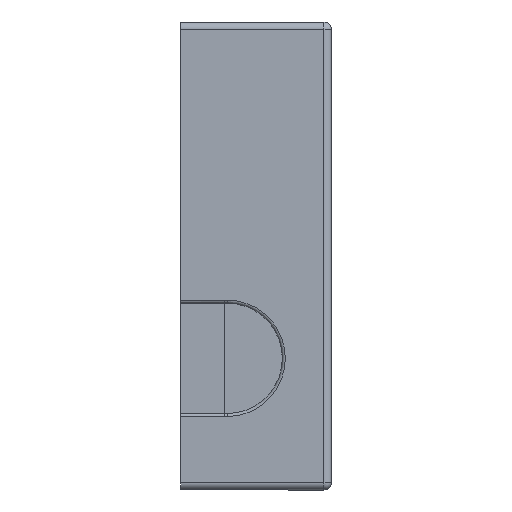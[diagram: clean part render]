
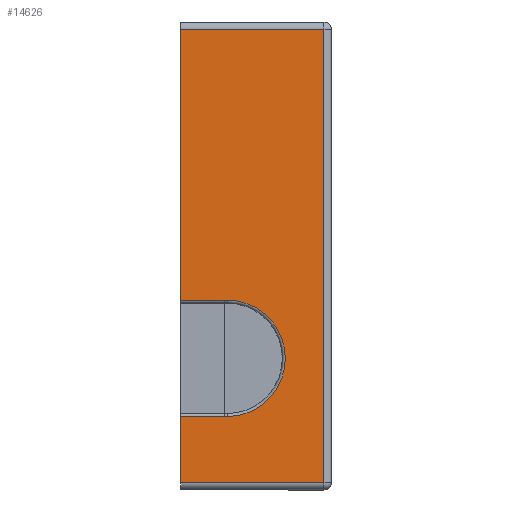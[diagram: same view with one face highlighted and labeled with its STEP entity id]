
A CAD part, left-side view. The second image highlights one B-rep face of the part: STEP entity #14626.
In plain terms, the highlighted planar face has unit normal (-1, 0, 0).
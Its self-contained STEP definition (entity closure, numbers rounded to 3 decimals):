
#55 = DIRECTION ( 'NONE',  ( 0., 0., -1. ) ) ;
#515 = CARTESIAN_POINT ( 'NONE',  ( -38.28, -3.35, -21.12 ) ) ;
#558 = AXIS2_PLACEMENT_3D ( 'NONE', #17335, #17443, #15879 ) ;
#636 = ORIENTED_EDGE ( 'NONE', *, *, #12960, .T. ) ;
#642 = ORIENTED_EDGE ( 'NONE', *, *, #2289, .T. ) ;
#871 = CIRCLE ( 'NONE', #558, 3.95 ) ;
#1398 = EDGE_CURVE ( 'NONE', #16813, #14512, #18125, .T. ) ;
#1473 = VERTEX_POINT ( 'NONE', #9253 ) ;
#1826 = CIRCLE ( 'NONE', #12702, 3.95 ) ;
#1849 = ORIENTED_EDGE ( 'NONE', *, *, #17905, .T. ) ;
#2289 = EDGE_CURVE ( 'NONE', #2922, #7177, #16810, .T. ) ;
#2353 = CARTESIAN_POINT ( 'NONE',  ( -38.28, -13.072, -21.12 ) ) ;
#2434 = LINE ( 'NONE', #12564, #4930 ) ;
#2706 = EDGE_CURVE ( 'NONE', #12986, #16205, #13141, .T. ) ;
#2922 = VERTEX_POINT ( 'NONE', #3690 ) ;
#3329 = LINE ( 'NONE', #9275, #11429 ) ;
#3567 = EDGE_LOOP ( 'NONE', ( #11892, #636, #642, #1849, #9974, #14443, #14380, #3674, #5115, #18399 ) ) ;
#3586 = DIRECTION ( 'NONE',  ( 0., 0., 1. ) ) ;
#3623 = DIRECTION ( 'NONE',  ( 0., 0., 1. ) ) ;
#3674 = ORIENTED_EDGE ( 'NONE', *, *, #1398, .T. ) ;
#3690 = CARTESIAN_POINT ( 'NONE',  ( -38.28, -6.5, -16.63 ) ) ;
#4632 = FACE_OUTER_BOUND ( 'NONE', #3567, .T. ) ;
#4930 = VECTOR ( 'NONE', #18711, 1000. ) ;
#5015 = DIRECTION ( 'NONE',  ( 1., 0., 0. ) ) ;
#5115 = ORIENTED_EDGE ( 'NONE', *, *, #7849, .F. ) ;
#5242 = DIRECTION ( 'NONE',  ( 0., 1., 0. ) ) ;
#5472 = VERTEX_POINT ( 'NONE', #8286 ) ;
#5739 = DIRECTION ( 'NONE',  ( 0., -1., 0. ) ) ;
#5993 = DIRECTION ( 'NONE',  ( 1., 0., 0. ) ) ;
#6405 = CARTESIAN_POINT ( 'NONE',  ( -38.28, -3.35, -21.62 ) ) ;
#6568 = DIRECTION ( 'NONE',  ( 1., 0., 0. ) ) ;
#7177 = VERTEX_POINT ( 'NONE', #13894 ) ;
#7824 = CARTESIAN_POINT ( 'NONE',  ( -38.28, -11.35, -8.733 ) ) ;
#7849 = EDGE_CURVE ( 'NONE', #1473, #14512, #3329, .T. ) ;
#7879 = LINE ( 'NONE', #13817, #9338 ) ;
#8035 = VERTEX_POINT ( 'NONE', #10405 ) ;
#8286 = CARTESIAN_POINT ( 'NONE',  ( -38.28, -6.346, -8.733 ) ) ;
#9091 = EDGE_CURVE ( 'NONE', #1473, #5472, #18148, .T. ) ;
#9253 = CARTESIAN_POINT ( 'NONE',  ( -38.28, -3.35, -8.733 ) ) ;
#9275 = CARTESIAN_POINT ( 'NONE',  ( -38.28, -3.35, 10.15 ) ) ;
#9338 = VECTOR ( 'NONE', #5242, 1000. ) ;
#9391 = CARTESIAN_POINT ( 'NONE',  ( -38.28, -6.5, -12.68 ) ) ;
#9974 = ORIENTED_EDGE ( 'NONE', *, *, #11230, .F. ) ;
#10405 = CARTESIAN_POINT ( 'NONE',  ( -38.28, -3.35, -16.627 ) ) ;
#10479 = VECTOR ( 'NONE', #3586, 1000. ) ;
#10805 = CARTESIAN_POINT ( 'NONE',  ( -38.28, -11.35, 9.65 ) ) ;
#11230 = EDGE_CURVE ( 'NONE', #12986, #8035, #13814, .T. ) ;
#11429 = VECTOR ( 'NONE', #3623, 1000. ) ;
#11864 = EDGE_CURVE ( 'NONE', #16205, #16813, #2434, .T. ) ;
#11892 = ORIENTED_EDGE ( 'NONE', *, *, #12039, .T. ) ;
#12039 = EDGE_CURVE ( 'NONE', #5472, #15677, #871, .T. ) ;
#12116 = AXIS2_PLACEMENT_3D ( 'NONE', #17179, #6568, #15422 ) ;
#12188 = DIRECTION ( 'NONE',  ( 0., -1., 0. ) ) ;
#12564 = CARTESIAN_POINT ( 'NONE',  ( -38.28, -13.072, 10.15 ) ) ;
#12702 = AXIS2_PLACEMENT_3D ( 'NONE', #9391, #5015, #15329 ) ;
#12960 = EDGE_CURVE ( 'NONE', #15677, #2922, #1826, .T. ) ;
#12986 = VERTEX_POINT ( 'NONE', #515 ) ;
#13043 = AXIS2_PLACEMENT_3D ( 'NONE', #17979, #5993, #55 ) ;
#13141 = LINE ( 'NONE', #19086, #14928 ) ;
#13814 = LINE ( 'NONE', #6405, #10479 ) ;
#13817 = CARTESIAN_POINT ( 'NONE',  ( -38.28, -11.35, -16.627 ) ) ;
#13894 = CARTESIAN_POINT ( 'NONE',  ( -38.28, -6.35, -16.627 ) ) ;
#14274 = CARTESIAN_POINT ( 'NONE',  ( -38.28, -6.5, -8.73 ) ) ;
#14380 = ORIENTED_EDGE ( 'NONE', *, *, #11864, .T. ) ;
#14443 = ORIENTED_EDGE ( 'NONE', *, *, #2706, .T. ) ;
#14512 = VERTEX_POINT ( 'NONE', #15854 ) ;
#14626 = ADVANCED_FACE ( 'NONE', ( #4632 ), #19150, .F. ) ;
#14664 = VECTOR ( 'NONE', #12188, 1000. ) ;
#14928 = VECTOR ( 'NONE', #5739, 1000. ) ;
#15329 = DIRECTION ( 'NONE',  ( 0., 0., -1. ) ) ;
#15390 = DIRECTION ( 'NONE',  ( 0., 1., 0. ) ) ;
#15422 = DIRECTION ( 'NONE',  ( 0., 0., -1. ) ) ;
#15677 = VERTEX_POINT ( 'NONE', #14274 ) ;
#15854 = CARTESIAN_POINT ( 'NONE',  ( -38.28, -3.35, 9.65 ) ) ;
#15879 = DIRECTION ( 'NONE',  ( 0., 0., -1. ) ) ;
#16205 = VERTEX_POINT ( 'NONE', #2353 ) ;
#16810 = CIRCLE ( 'NONE', #12116, 3.95 ) ;
#16813 = VERTEX_POINT ( 'NONE', #17473 ) ;
#17179 = CARTESIAN_POINT ( 'NONE',  ( -38.28, -6.5, -12.68 ) ) ;
#17335 = CARTESIAN_POINT ( 'NONE',  ( -38.28, -6.5, -12.68 ) ) ;
#17443 = DIRECTION ( 'NONE',  ( 1., 0., 0. ) ) ;
#17473 = CARTESIAN_POINT ( 'NONE',  ( -38.28, -13.072, 9.65 ) ) ;
#17905 = EDGE_CURVE ( 'NONE', #7177, #8035, #7879, .T. ) ;
#17979 = CARTESIAN_POINT ( 'NONE',  ( -38.28, -11.35, 10.15 ) ) ;
#18022 = VECTOR ( 'NONE', #15390, 1000. ) ;
#18125 = LINE ( 'NONE', #10805, #18022 ) ;
#18148 = LINE ( 'NONE', #7824, #14664 ) ;
#18399 = ORIENTED_EDGE ( 'NONE', *, *, #9091, .T. ) ;
#18711 = DIRECTION ( 'NONE',  ( 0., 0., 1. ) ) ;
#19086 = CARTESIAN_POINT ( 'NONE',  ( -38.28, -11.35, -21.12 ) ) ;
#19150 = PLANE ( 'NONE',  #13043 ) ;
